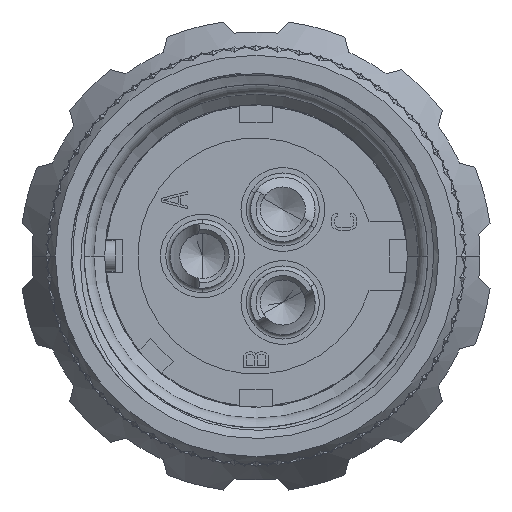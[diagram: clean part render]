
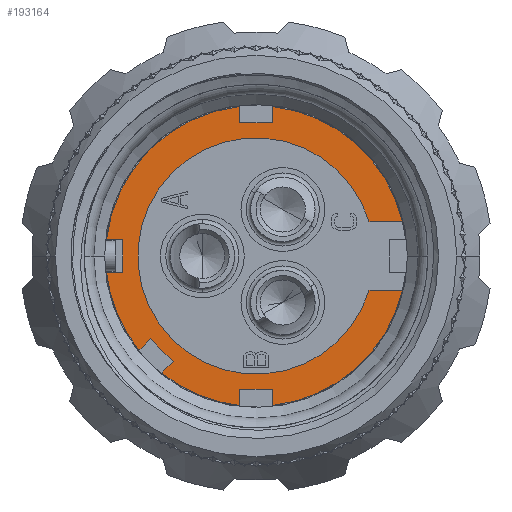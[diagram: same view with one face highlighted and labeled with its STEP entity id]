
A CAD part, left-side view. The second image highlights one B-rep face of the part: STEP entity #193164.
In plain terms, the highlighted planar face has unit normal (-1, 0, 0).
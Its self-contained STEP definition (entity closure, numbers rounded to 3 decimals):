
#49090=CARTESIAN_POINT('',(-0.8,0.,0.));
#49091=DIRECTION('',(-1.,0.,0.));
#49092=DIRECTION('',(0.,0.994,-0.107));
#49093=AXIS2_PLACEMENT_3D('',#49090,#49091,#49092);
#49100=CARTESIAN_POINT('',(-0.8,0.,0.));
#49101=DIRECTION('',(-1.,0.,0.));
#49102=DIRECTION('',(0.,0.627,-0.779));
#49103=AXIS2_PLACEMENT_3D('',#49100,#49101,#49102);
#49110=CARTESIAN_POINT('',(-0.8,0.,0.));
#49111=DIRECTION('',(-1.,0.,0.));
#49112=DIRECTION('',(0.,-0.107,-0.994));
#49113=AXIS2_PLACEMENT_3D('',#49110,#49111,#49112);
#49148=CARTESIAN_POINT('',(-0.8,0.,0.));
#49149=DIRECTION('',(1.,0.,0.));
#49150=DIRECTION('',(0.,-0.107,0.994));
#49151=AXIS2_PLACEMENT_3D('',#49148,#49149,#49150);
#49158=CARTESIAN_POINT('',(-0.8,0.,0.));
#49159=DIRECTION('',(1.,0.,0.));
#49160=DIRECTION('',(0.,0.994,0.107));
#49161=AXIS2_PLACEMENT_3D('',#49158,#49159,#49160);
#49527=CARTESIAN_POINT('',(-0.8,0.,0.));
#49528=DIRECTION('',(1.,0.,0.));
#49529=DIRECTION('',(0.,-0.956,-0.292));
#49530=AXIS2_PLACEMENT_3D('',#49527,#49528,#49529);
#49537=DIRECTION('',(0.,1.,0.));
#49538=VECTOR('',#49537,1.553);
#49539=CARTESIAN_POINT('',(-0.8,-6.814,-1.605));
#49540=LINE('12863',#49539,#49538);
#49541=DIRECTION('',(0.,0.,-1.));
#49542=VECTOR('',#49541,0.76);
#49543=CARTESIAN_POINT('',(-0.8,-0.75,-6.2));
#49544=LINE('12812',#49543,#49542);
#49545=DIRECTION('',(0.,-1.,0.));
#49546=VECTOR('',#49545,1.5);
#49547=CARTESIAN_POINT('',(-0.8,0.75,-6.2));
#49548=LINE('12811',#49547,#49546);
#49549=DIRECTION('',(0.,0.,1.));
#49550=VECTOR('',#49549,0.76);
#49551=CARTESIAN_POINT('',(-0.8,0.75,-6.96));
#49552=LINE('12810',#49551,#49550);
#49553=DIRECTION('',(0.,0.707,-0.707));
#49554=VECTOR('',#49553,0.76);
#49555=CARTESIAN_POINT('',(-0.8,3.854,-4.914));
#49556=LINE('12801',#49555,#49554);
#49557=DIRECTION('',(0.,-0.707,-0.707));
#49558=VECTOR('',#49557,1.5);
#49559=CARTESIAN_POINT('',(-0.8,4.914,-3.854));
#49560=LINE('12800',#49559,#49558);
#49561=DIRECTION('',(0.,-0.707,0.707));
#49562=VECTOR('',#49561,0.76);
#49563=CARTESIAN_POINT('',(-0.8,5.452,-4.391));
#49564=LINE('12799',#49563,#49562);
#49565=DIRECTION('',(0.,1.,0.));
#49566=VECTOR('',#49565,0.76);
#49567=CARTESIAN_POINT('',(-0.8,6.2,-0.75));
#49568=LINE('12824',#49567,#49566);
#49569=DIRECTION('',(0.,0.,-1.));
#49570=VECTOR('',#49569,1.5);
#49571=CARTESIAN_POINT('',(-0.8,6.2,0.75));
#49572=LINE('12823',#49571,#49570);
#49573=DIRECTION('',(0.,-1.,0.));
#49574=VECTOR('',#49573,0.76);
#49575=CARTESIAN_POINT('',(-0.8,6.96,0.75));
#49576=LINE('12822',#49575,#49574);
#49577=DIRECTION('',(0.,0.,-1.));
#49578=VECTOR('',#49577,0.76);
#49579=CARTESIAN_POINT('',(-0.8,0.75,6.96));
#49580=LINE('12840',#49579,#49578);
#49581=DIRECTION('',(0.,-1.,0.));
#49582=VECTOR('',#49581,1.5);
#49583=CARTESIAN_POINT('',(-0.8,0.75,6.2));
#49584=LINE('12841',#49583,#49582);
#49585=DIRECTION('',(0.,0.,1.));
#49586=VECTOR('',#49585,0.76);
#49587=CARTESIAN_POINT('',(-0.8,-0.75,6.2));
#49588=LINE('12842',#49587,#49586);
#49589=DIRECTION('',(0.,1.,0.));
#49590=VECTOR('',#49589,1.553);
#49591=CARTESIAN_POINT('',(-0.8,-6.814,1.605));
#49592=LINE('12853',#49591,#49590);
#57092=CARTESIAN_POINT('',(-0.8,5.452,-4.391));
#57093=CARTESIAN_POINT('',(-0.8,4.914,-3.854));
#57094=VERTEX_POINT('',#57092);
#57095=VERTEX_POINT('',#57093);
#57096=CARTESIAN_POINT('',(-0.8,3.854,-4.914));
#57097=VERTEX_POINT('',#57096);
#57098=CARTESIAN_POINT('',(-0.8,4.391,-5.452));
#57099=VERTEX_POINT('',#57098);
#57100=CARTESIAN_POINT('',(-0.8,0.75,-6.96));
#57101=CARTESIAN_POINT('',(-0.8,0.75,-6.2));
#57102=VERTEX_POINT('',#57100);
#57103=VERTEX_POINT('',#57101);
#57104=CARTESIAN_POINT('',(-0.8,-0.75,-6.2));
#57105=VERTEX_POINT('',#57104);
#57106=CARTESIAN_POINT('',(-0.8,-0.75,-6.96));
#57107=VERTEX_POINT('',#57106);
#57108=CARTESIAN_POINT('',(-0.8,6.96,0.75));
#57109=CARTESIAN_POINT('',(-0.8,6.2,0.75));
#57110=VERTEX_POINT('',#57108);
#57111=VERTEX_POINT('',#57109);
#57112=CARTESIAN_POINT('',(-0.8,6.2,-0.75));
#57113=VERTEX_POINT('',#57112);
#57114=CARTESIAN_POINT('',(-0.8,6.96,-0.75));
#57115=VERTEX_POINT('',#57114);
#57116=CARTESIAN_POINT('',(-0.8,0.75,6.96));
#57117=CARTESIAN_POINT('',(-0.8,0.75,6.2));
#57118=VERTEX_POINT('',#57116);
#57119=VERTEX_POINT('',#57117);
#57120=CARTESIAN_POINT('',(-0.8,-0.75,6.2));
#57121=VERTEX_POINT('',#57120);
#57122=CARTESIAN_POINT('',(-0.8,-0.75,6.96));
#57123=VERTEX_POINT('',#57122);
#57130=CARTESIAN_POINT('',(-0.8,-6.814,1.605));
#57131=CARTESIAN_POINT('',(-0.8,-5.261,1.605));
#57132=VERTEX_POINT('',#57130);
#57133=VERTEX_POINT('',#57131);
#57142=CARTESIAN_POINT('',(-0.8,-5.261,-1.605));
#57144=VERTEX_POINT('',#57142);
#57146=CARTESIAN_POINT('',(-0.8,-6.814,-1.605));
#57147=VERTEX_POINT('',#57146);
#193127=CARTESIAN_POINT('',(-0.8,0.,0.));
#193128=DIRECTION('',(-1.,0.,0.));
#193129=DIRECTION('',(0.,-1.,0.));
#193130=AXIS2_PLACEMENT_3D('',#193127,#193128,#193129);
#193131=PLANE('1136',#193130);
#193132=ORIENTED_EDGE('12863',*,*,#193094,.F.);
#193133=ORIENTED_EDGE('12864',*,*,#192711,.F.);
#193135=ORIENTED_EDGE('12812',*,*,#193134,.F.);
#193137=ORIENTED_EDGE('12811',*,*,#193136,.F.);
#193139=ORIENTED_EDGE('12810',*,*,#193138,.F.);
#193140=ORIENTED_EDGE('12816',*,*,#192689,.F.);
#193142=ORIENTED_EDGE('12801',*,*,#193141,.F.);
#193144=ORIENTED_EDGE('12800',*,*,#193143,.F.);
#193146=ORIENTED_EDGE('12799',*,*,#193145,.F.);
#193147=ORIENTED_EDGE('12829',*,*,#192667,.F.);
#193148=ORIENTED_EDGE('12824',*,*,#192737,.F.);
#193149=ORIENTED_EDGE('12823',*,*,#192758,.F.);
#193150=ORIENTED_EDGE('12822',*,*,#192779,.F.);
#193151=ORIENTED_EDGE('12846',*,*,#192826,.T.);
#193153=ORIENTED_EDGE('12840',*,*,#193152,.T.);
#193155=ORIENTED_EDGE('12841',*,*,#193154,.T.);
#193157=ORIENTED_EDGE('12842',*,*,#193156,.T.);
#193158=ORIENTED_EDGE('12855',*,*,#192804,.T.);
#193160=ORIENTED_EDGE('12853',*,*,#193159,.T.);
#193161=ORIENTED_EDGE('12865',*,*,#193112,.F.);
#193162=EDGE_LOOP('1136',(#193132,#193133,#193135,#193137,#193139,#193140,
#193142,#193144,#193146,#193147,#193148,#193149,#193150,#193151,#193153,#193155,
#193157,#193158,#193160,#193161));
#193163=FACE_OUTER_BOUND('1136',#193162,.F.);
#49094=CIRCLE('12829',#49093,7.);
#49104=CIRCLE('12816',#49103,7.);
#49114=CIRCLE('12864',#49113,7.);
#49152=CIRCLE('12855',#49151,7.);
#49162=CIRCLE('12846',#49161,7.);
#49531=CIRCLE('12865',#49530,5.5);
#192667=EDGE_CURVE('12829',#57115,#57094,#49094,.T.);
#192689=EDGE_CURVE('12816',#57099,#57102,#49104,.T.);
#192711=EDGE_CURVE('12864',#57107,#57147,#49114,.T.);
#192737=EDGE_CURVE('12824',#57113,#57115,#49568,.T.);
#192758=EDGE_CURVE('12823',#57111,#57113,#49572,.T.);
#192779=EDGE_CURVE('12822',#57110,#57111,#49576,.T.);
#192804=EDGE_CURVE('12855',#57123,#57132,#49152,.T.);
#192826=EDGE_CURVE('12846',#57110,#57118,#49162,.T.);
#193094=EDGE_CURVE('12863',#57147,#57144,#49540,.T.);
#193112=EDGE_CURVE('12865',#57144,#57133,#49531,.T.);
#193134=EDGE_CURVE('12812',#57105,#57107,#49544,.T.);
#193136=EDGE_CURVE('12811',#57103,#57105,#49548,.T.);
#193138=EDGE_CURVE('12810',#57102,#57103,#49552,.T.);
#193141=EDGE_CURVE('12801',#57097,#57099,#49556,.T.);
#193143=EDGE_CURVE('12800',#57095,#57097,#49560,.T.);
#193145=EDGE_CURVE('12799',#57094,#57095,#49564,.T.);
#193152=EDGE_CURVE('12840',#57118,#57119,#49580,.T.);
#193154=EDGE_CURVE('12841',#57119,#57121,#49584,.T.);
#193156=EDGE_CURVE('12842',#57121,#57123,#49588,.T.);
#193159=EDGE_CURVE('12853',#57132,#57133,#49592,.T.);
#193164=ADVANCED_FACE('1136',(#193163),#193131,.T.);
